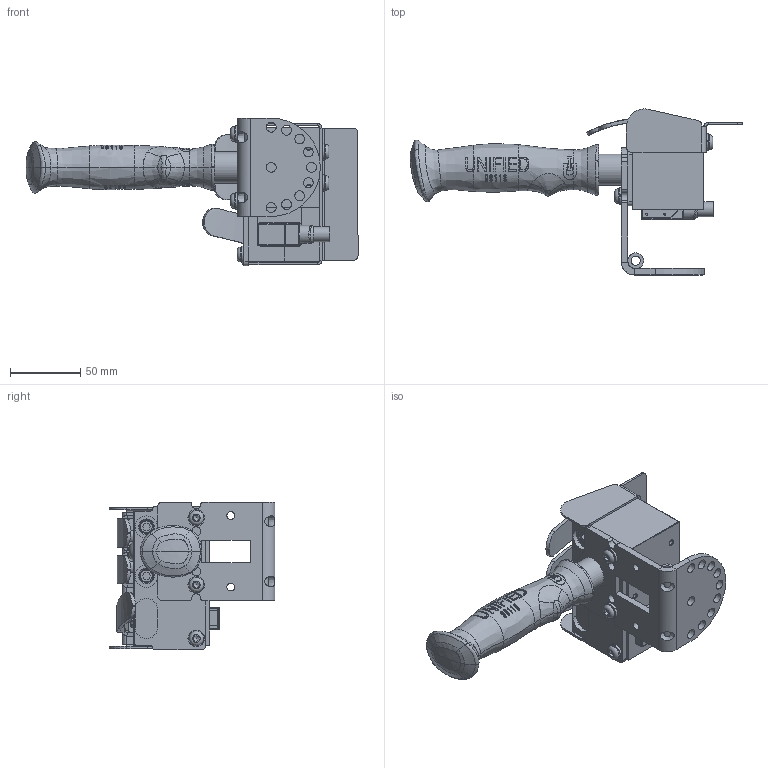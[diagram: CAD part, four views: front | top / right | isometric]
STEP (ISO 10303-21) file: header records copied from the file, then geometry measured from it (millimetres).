
FILE_DESCRIPTION(/* description */ ('ELECTRIC PNEUMATIC THREE BUTTON HANDLE ASSEMBLY FOR UP/DN RH'),/* implementation_level */ '2;1');
FILE_NAME(/* name */ '79711.stp',/* time_stamp */ '2021-08-19T14:19:50-04:00',/* author */ ('mnhhw'),/* organization */ (''),/* preprocessor_version */ 'ST-DEVELOPER v17',/* originating_system */ 'Autodesk Inventor 2019',/* authorisation */ '');
FILE_SCHEMA (('AUTOMOTIVE_DESIGN { 1 0 10303 214 3 1 1 }'));
Products named in the file (37): 79711; 79657; 79667; 79666; 99110; 79675; 79640; 79626; 79707; 79709; switch_zcmd21m12; switch_zcmd21m12 1; switch_zcmd21m12 2; switch_zcmd21m12 3; switch_zcmd21m12 4; switch_zce02; switch_zce02 1; switch_zce02 2; switch_zce02 3; switch_zce02 4; switch_zce02 5; switch_zce02 6; switch_zce02 7; switch_zce02 8; switch_zce02 9; switch_zce02 10; switch_zce02 11; 79649; 79651; 79651_1; 79653 ; 79676; 79645; 52495; 51939; 52084; 50619
Assembly tree (48 placements, depth 4):
  79711
    79657
      79667
      79666
      99110
      79675  x2
    79640
    79626
    79707
    79709
      switch_zcmd21m12
        switch_zcmd21m12 1
        switch_zcmd21m12 2
        switch_zcmd21m12 3
        switch_zcmd21m12 4
      switch_zce02
        switch_zce02 1
        switch_zce02 2
        switch_zce02 3
        switch_zce02 4
        switch_zce02 5
        switch_zce02 6
        switch_zce02 7
        switch_zce02 8
        switch_zce02 9
        switch_zce02 10
        switch_zce02 11
    79649
    79651
    79651_1
    79653 
    79676  x2
    79645
    52495  x6
    51939  x3
    52084  x3
    50619  x2
Bounding box: 236.01 x 117.98 x 104.87 mm (x, y, z)
Volume: 263313 mm3; surface area: 152995.1 mm2
Topology: 43 solids, 51 shells, 1724 faces, 4789 edges, 3189 vertices
Faces by surface type: plane 746, bspline 418, cylinder 351, cone 112, torus 67, sphere 30
Full cylindrical faces by diameter (mm): 0.8 x2, 1.5 x5, 1.55 x2, 2.53 x2, 2.62 x1, 2.9 x1, 3.3 x4, 3.5 x1, 3.65 x1, 4 x2, 4.2 x2, 4.25 x3, 4.762 x4, 4.928 x3, 4.953 x6, 5 x4, 5.25 x1, 5.4 x1, 5.512 x2, 6 x6, 6.172 x2, 6.35 x9, 6.381 x1, 6.604 x2, 6.985 x10, 7 x3, 7.13 x1, 8.08 x2, 8.15 x4, 8.68 x3
Entity records: 93943 total; most frequent: CARTESIAN_POINT 53884, ORIENTED_EDGE 8645, DIRECTION 6931, EDGE_CURVE 4411, VERTEX_POINT 2938, AXIS2_PLACEMENT_3D 2529, LINE 1873, VECTOR 1873
